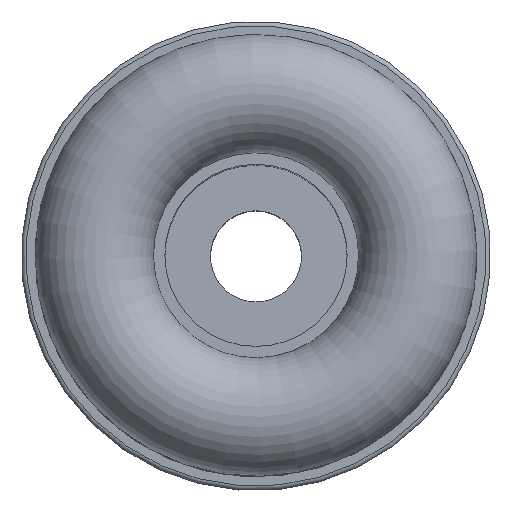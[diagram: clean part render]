
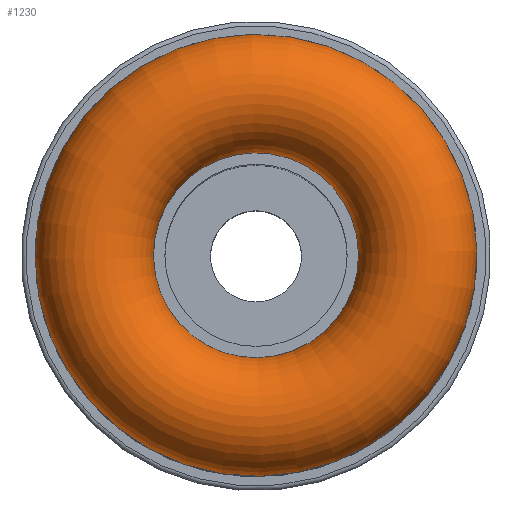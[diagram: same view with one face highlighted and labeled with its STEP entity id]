
A CAD part, top view. The second image highlights one B-rep face of the part: STEP entity #1230.
In plain terms, the highlighted toroidal (fillet/blend) face has major radius 3.55 mm and minor radius 1.3 mm.
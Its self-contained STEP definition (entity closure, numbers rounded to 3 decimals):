
#114=TOROIDAL_SURFACE('',#1434,3.55,1.3);
#156=FACE_OUTER_BOUND('',#234,.T.);
#234=EDGE_LOOP('',(#985,#986,#987,#988,#989));
#301=CIRCLE('',#1433,4.85);
#302=CIRCLE('',#1435,1.3);
#303=CIRCLE('',#1436,2.25);
#304=CIRCLE('',#1437,2.25);
#555=VERTEX_POINT('',#5891);
#556=VERTEX_POINT('',#5895);
#557=VERTEX_POINT('',#5897);
#707=EDGE_CURVE('',#555,#555,#301,.T.);
#708=EDGE_CURVE('',#555,#556,#302,.T.);
#709=EDGE_CURVE('',#557,#556,#303,.T.);
#710=EDGE_CURVE('',#556,#557,#304,.T.);
#985=ORIENTED_EDGE('',*,*,#707,.F.);
#986=ORIENTED_EDGE('',*,*,#708,.T.);
#987=ORIENTED_EDGE('',*,*,#709,.F.);
#988=ORIENTED_EDGE('',*,*,#710,.F.);
#989=ORIENTED_EDGE('',*,*,#708,.F.);
#1230=ADVANCED_FACE('',(#156),#114,.T.);
#1433=AXIS2_PLACEMENT_3D('',#5893,#1662,#1663);
#1434=AXIS2_PLACEMENT_3D('',#5894,#1664,#1665);
#1435=AXIS2_PLACEMENT_3D('',#5896,#1666,#1667);
#1436=AXIS2_PLACEMENT_3D('',#5898,#1668,#1669);
#1437=AXIS2_PLACEMENT_3D('',#5899,#1670,#1671);
#1662=DIRECTION('center_axis',(0.,0.,-1.));
#1663=DIRECTION('ref_axis',(1.,0.,0.));
#1664=DIRECTION('center_axis',(0.,0.,1.));
#1665=DIRECTION('ref_axis',(1.,0.,0.));
#1666=DIRECTION('center_axis',(0.,1.,0.));
#1667=DIRECTION('ref_axis',(-1.,0.,0.));
#1668=DIRECTION('center_axis',(0.,0.,1.));
#1669=DIRECTION('ref_axis',(-1.,0.,0.));
#1670=DIRECTION('center_axis',(0.,0.,1.));
#1671=DIRECTION('ref_axis',(-1.,0.,0.));
#5891=CARTESIAN_POINT('',(-4.85,0.,-1.3));
#5893=CARTESIAN_POINT('Origin',(0.,0.,-1.3));
#5894=CARTESIAN_POINT('Origin',(0.,0.,-1.3));
#5895=CARTESIAN_POINT('',(-2.25,0.,-1.3));
#5896=CARTESIAN_POINT('Origin',(-3.55,0.,-1.3));
#5897=CARTESIAN_POINT('',(2.25,0.,-1.3));
#5898=CARTESIAN_POINT('Origin',(0.,0.,-1.3));
#5899=CARTESIAN_POINT('Origin',(0.,0.,-1.3));
